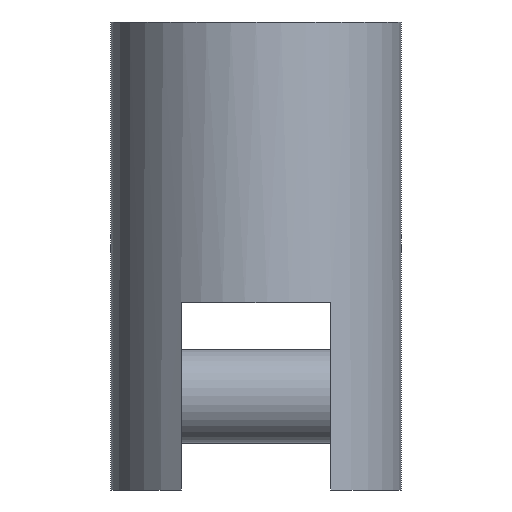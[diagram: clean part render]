
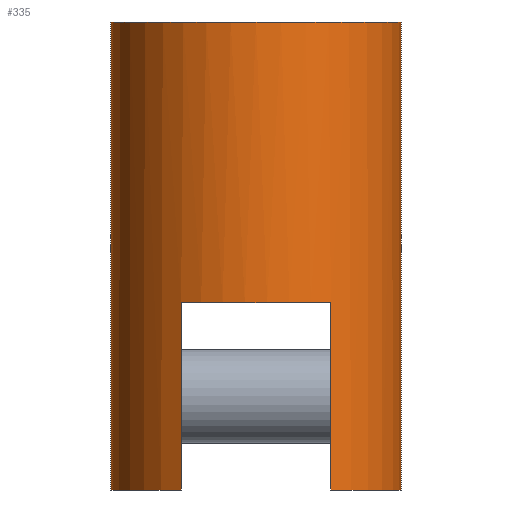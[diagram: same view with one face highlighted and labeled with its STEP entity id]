
A CAD part, front view. The second image highlights one B-rep face of the part: STEP entity #335.
In plain terms, the highlighted cylindrical face has radius 19.685 mm (diameter 39.37 mm), a partial arc.
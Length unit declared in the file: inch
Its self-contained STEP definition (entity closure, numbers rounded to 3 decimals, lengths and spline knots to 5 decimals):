
#8 = DIRECTION ( 'NONE',  ( 0., 0., 1. ) ) ;
#21 = DIRECTION ( 'NONE',  ( 1., 0., 0. ) ) ;
#24 = CARTESIAN_POINT ( 'NONE',  ( -0.775, 0., 0. ) ) ;
#43 = VECTOR ( 'NONE', #8, 39.37008 ) ;
#47 = ORIENTED_EDGE ( 'NONE', *, *, #212, .T. ) ;
#52 = LINE ( 'NONE', #204, #43 ) ;
#56 = EDGE_CURVE ( 'NONE', #72, #217, #167, .T. ) ;
#59 = CARTESIAN_POINT ( 'NONE',  ( 0.775, 0., 2.5 ) ) ;
#62 = DIRECTION ( 'NONE',  ( 0., 0., -1. ) ) ;
#72 = VERTEX_POINT ( 'NONE', #312 ) ;
#80 = DIRECTION ( 'NONE',  ( 0., 0., 1. ) ) ;
#86 = CARTESIAN_POINT ( 'NONE',  ( -0.4, -0.6638, 1. ) ) ;
#87 = VECTOR ( 'NONE', #348, 39.37008 ) ;
#95 = CARTESIAN_POINT ( 'NONE',  ( 0., 0., 2.5 ) ) ;
#101 = VERTEX_POINT ( 'NONE', #86 ) ;
#106 = EDGE_CURVE ( 'NONE', #381, #509, #52, .T. ) ;
#107 = CYLINDRICAL_SURFACE ( 'NONE', #473, 0.775 ) ;
#113 = ORIENTED_EDGE ( 'NONE', *, *, #197, .F. ) ;
#116 = CIRCLE ( 'NONE', #290, 0.775 ) ;
#131 = CARTESIAN_POINT ( 'NONE',  ( -0.775, 0., 2.5 ) ) ;
#132 = CIRCLE ( 'NONE', #484, 0.775 ) ;
#144 = DIRECTION ( 'NONE',  ( 0., 0., 1. ) ) ;
#151 = VERTEX_POINT ( 'NONE', #181 ) ;
#160 = CIRCLE ( 'NONE', #329, 0.775 ) ;
#167 = LINE ( 'NONE', #131, #355 ) ;
#173 = ORIENTED_EDGE ( 'NONE', *, *, #375, .T. ) ;
#181 = CARTESIAN_POINT ( 'NONE',  ( -0.4, -0.6638, 0. ) ) ;
#182 = AXIS2_PLACEMENT_3D ( 'NONE', #370, #144, #374 ) ;
#197 = EDGE_CURVE ( 'NONE', #101, #151, #257, .T. ) ;
#199 = CARTESIAN_POINT ( 'NONE',  ( 0., 0., 0. ) ) ;
#201 = DIRECTION ( 'NONE',  ( 0., 0., -1. ) ) ;
#204 = CARTESIAN_POINT ( 'NONE',  ( 0.4, -0.6638, 2.5 ) ) ;
#212 = EDGE_CURVE ( 'NONE', #101, #509, #253, .T. ) ;
#217 = VERTEX_POINT ( 'NONE', #24 ) ;
#218 = CARTESIAN_POINT ( 'NONE',  ( 0.4, -0.6638, 0. ) ) ;
#221 = FACE_OUTER_BOUND ( 'NONE', #254, .T. ) ;
#224 = VERTEX_POINT ( 'NONE', #293 ) ;
#226 = DIRECTION ( 'NONE',  ( 0., 0., 1. ) ) ;
#227 = ORIENTED_EDGE ( 'NONE', *, *, #388, .F. ) ;
#234 = EDGE_CURVE ( 'NONE', #72, #376, #116, .T. ) ;
#253 = CIRCLE ( 'NONE', #182, 0.775 ) ;
#254 = EDGE_LOOP ( 'NONE', ( #227, #336, #351, #173, #113, #47, #507, #258 ) ) ;
#255 = DIRECTION ( 'NONE',  ( 0., 0., -1. ) ) ;
#257 = LINE ( 'NONE', #454, #307 ) ;
#258 = ORIENTED_EDGE ( 'NONE', *, *, #463, .T. ) ;
#273 = LINE ( 'NONE', #426, #87 ) ;
#288 = DIRECTION ( 'NONE',  ( 0., 0., 1. ) ) ;
#290 = AXIS2_PLACEMENT_3D ( 'NONE', #95, #226, #21 ) ;
#293 = CARTESIAN_POINT ( 'NONE',  ( 0.775, 0., 0. ) ) ;
#294 = DIRECTION ( 'NONE',  ( -1., 0., 0. ) ) ;
#307 = VECTOR ( 'NONE', #62, 39.37008 ) ;
#312 = CARTESIAN_POINT ( 'NONE',  ( -0.775, 0., 2.5 ) ) ;
#329 = AXIS2_PLACEMENT_3D ( 'NONE', #340, #288, #447 ) ;
#335 = ADVANCED_FACE ( 'NONE', ( #221 ), #107, .T. ) ;
#336 = ORIENTED_EDGE ( 'NONE', *, *, #234, .F. ) ;
#340 = CARTESIAN_POINT ( 'NONE',  ( 0., 0., 0. ) ) ;
#348 = DIRECTION ( 'NONE',  ( 0., 0., -1. ) ) ;
#351 = ORIENTED_EDGE ( 'NONE', *, *, #56, .T. ) ;
#355 = VECTOR ( 'NONE', #201, 39.37008 ) ;
#370 = CARTESIAN_POINT ( 'NONE',  ( 0., 0., 1. ) ) ;
#374 = DIRECTION ( 'NONE',  ( 1., 0., 0. ) ) ;
#375 = EDGE_CURVE ( 'NONE', #217, #151, #160, .T. ) ;
#376 = VERTEX_POINT ( 'NONE', #59 ) ;
#378 = CARTESIAN_POINT ( 'NONE',  ( 0., 0., 2.5 ) ) ;
#381 = VERTEX_POINT ( 'NONE', #218 ) ;
#388 = EDGE_CURVE ( 'NONE', #376, #224, #273, .T. ) ;
#426 = CARTESIAN_POINT ( 'NONE',  ( 0.775, 0., 2.5 ) ) ;
#447 = DIRECTION ( 'NONE',  ( 1., 0., 0. ) ) ;
#454 = CARTESIAN_POINT ( 'NONE',  ( -0.4, -0.6638, 2.5 ) ) ;
#461 = DIRECTION ( 'NONE',  ( 1., 0., 0. ) ) ;
#463 = EDGE_CURVE ( 'NONE', #381, #224, #132, .T. ) ;
#469 = CARTESIAN_POINT ( 'NONE',  ( 0.4, -0.6638, 1. ) ) ;
#473 = AXIS2_PLACEMENT_3D ( 'NONE', #378, #255, #294 ) ;
#484 = AXIS2_PLACEMENT_3D ( 'NONE', #199, #80, #461 ) ;
#507 = ORIENTED_EDGE ( 'NONE', *, *, #106, .F. ) ;
#509 = VERTEX_POINT ( 'NONE', #469 ) ;
